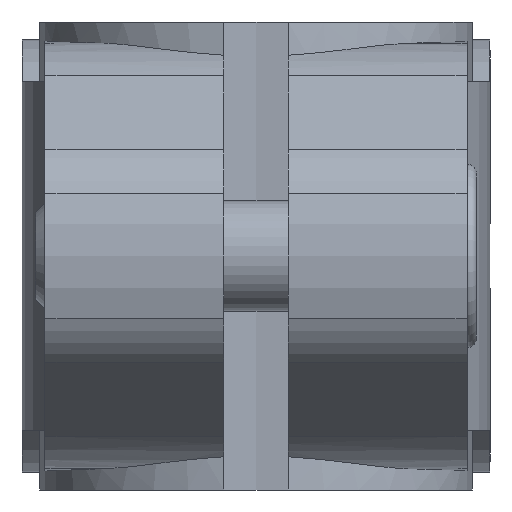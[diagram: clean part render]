
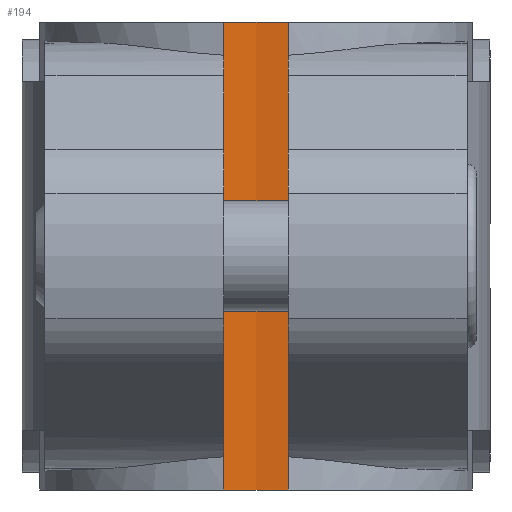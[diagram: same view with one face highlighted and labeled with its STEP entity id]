
A CAD part, left-side view. The second image highlights one B-rep face of the part: STEP entity #194.
In plain terms, the highlighted cylindrical face has radius 10.05 mm (diameter 20.1 mm), a partial arc.
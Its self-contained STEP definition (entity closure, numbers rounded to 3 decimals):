
#194 = ADVANCED_FACE( '', ( #522 ), #523, .F. );
#522 = FACE_OUTER_BOUND( '', #1007, .T. );
#523 = CYLINDRICAL_SURFACE( '', #1008, 10.05 );
#1007 = EDGE_LOOP( '', ( #1546, #1547, #1548, #1549 ) );
#1008 = AXIS2_PLACEMENT_3D( '', #1550, #1551, #1552 );
#1546 = ORIENTED_EDGE( '', *, *, #2846, .F. );
#1547 = ORIENTED_EDGE( '', *, *, #2847, .F. );
#1548 = ORIENTED_EDGE( '', *, *, #2848, .T. );
#1549 = ORIENTED_EDGE( '', *, *, #2849, .T. );
#1550 = CARTESIAN_POINT( '', ( 0., 0., 12.75 ) );
#1551 = DIRECTION( '', ( 0., 0., 1. ) );
#1552 = DIRECTION( '', ( -1., 0., 0. ) );
#2846 = EDGE_CURVE( '', #3413, #3414, #3415, .T. );
#2847 = EDGE_CURVE( '', #3416, #3413, #3417, .T. );
#2848 = EDGE_CURVE( '', #3416, #3418, #3419, .T. );
#2849 = EDGE_CURVE( '', #3418, #3414, #3420, .T. );
#3413 = VERTEX_POINT( '', #4223 );
#3414 = VERTEX_POINT( '', #4224 );
#3415 = CIRCLE( '', #4225, 10.05 );
#3416 = VERTEX_POINT( '', #4226 );
#3417 = LINE( '', #4227, #4228 );
#3418 = VERTEX_POINT( '', #4229 );
#3419 = CIRCLE( '', #4230, 10.05 );
#3420 = LINE( '', #4231, #4232 );
#4223 = CARTESIAN_POINT( '', ( -9.896, -1.75, -12.75 ) );
#4224 = CARTESIAN_POINT( '', ( -9.896, 1.75, -12.75 ) );
#4225 = AXIS2_PLACEMENT_3D( '', #5298, #5299, #5300 );
#4226 = CARTESIAN_POINT( '', ( -9.896, -1.75, 12.75 ) );
#4227 = CARTESIAN_POINT( '', ( -9.896, -1.75, 12.75 ) );
#4228 = VECTOR( '', #5301, 1000. );
#4229 = CARTESIAN_POINT( '', ( -9.896, 1.75, 12.75 ) );
#4230 = AXIS2_PLACEMENT_3D( '', #5302, #5303, #5304 );
#4231 = CARTESIAN_POINT( '', ( -9.896, 1.75, 12.75 ) );
#4232 = VECTOR( '', #5305, 1000. );
#5298 = CARTESIAN_POINT( '', ( 0., 0., -12.75 ) );
#5299 = DIRECTION( '', ( 0., 0., 1. ) );
#5300 = DIRECTION( '', ( 1., 0., 0. ) );
#5301 = DIRECTION( '', ( 0., 0., -1. ) );
#5302 = CARTESIAN_POINT( '', ( 0., 0., 12.75 ) );
#5303 = DIRECTION( '', ( 0., 0., 1. ) );
#5304 = DIRECTION( '', ( 1., 0., 0. ) );
#5305 = DIRECTION( '', ( 0., 0., -1. ) );
